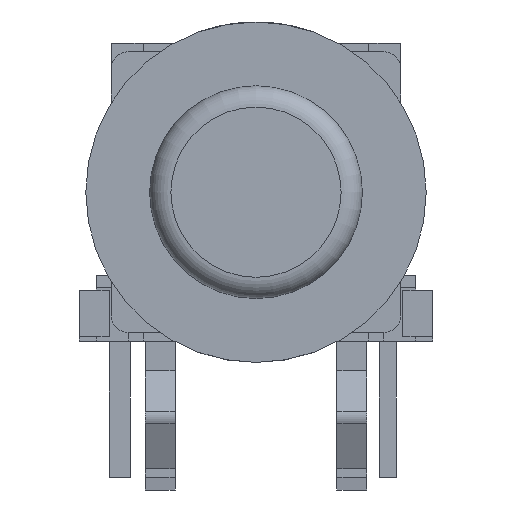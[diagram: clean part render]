
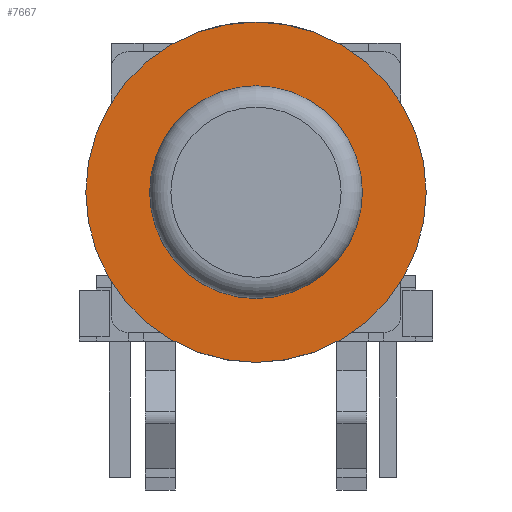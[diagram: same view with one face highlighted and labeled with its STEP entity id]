
A CAD part, front view. The second image highlights one B-rep face of the part: STEP entity #7667.
In plain terms, the highlighted planar face has unit normal (0, -1, 0).
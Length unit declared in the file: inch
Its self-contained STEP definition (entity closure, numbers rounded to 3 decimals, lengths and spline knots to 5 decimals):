
#7603=CARTESIAN_POINT('',(0.,-0.27362,0.09843));
#7604=VERTEX_POINT('',#7603);
#7605=CARTESIAN_POINT('',(0.,-0.27362,0.));
#7606=DIRECTION('',(0.0,1.0,0.0));
#7607=DIRECTION('',(0.0,0.0,-1.0));
#7608=AXIS2_PLACEMENT_3D('',#7605,#7606,#7607);
#7609=CIRCLE('',#7608,0.09843);
#7610=EDGE_CURVE('',#7604,#7604,#7609,.T.);
#7629=CARTESIAN_POINT('',(0.,-0.27362,0.15748));
#7630=VERTEX_POINT('',#7629);
#7631=CARTESIAN_POINT('',(0.,-0.27362,0.));
#7632=DIRECTION('',(0.0,1.0,0.0));
#7633=DIRECTION('',(0.0,0.0,-1.0));
#7634=AXIS2_PLACEMENT_3D('',#7631,#7632,#7633);
#7635=CIRCLE('',#7634,0.15748);
#7636=EDGE_CURVE('',#7630,#7630,#7635,.T.);
#7656=CARTESIAN_POINT('',(0.17323,-0.27362,0.17323));
#7657=DIRECTION('',(0.0,1.0,0.0));
#7658=DIRECTION('',(0.0,0.0,1.0));
#7659=AXIS2_PLACEMENT_3D('',#7656,#7657,#7658);
#7660=PLANE('',#7659);
#7661=ORIENTED_EDGE('',*,*,#7636,.F.);
#7662=EDGE_LOOP('',(#7661));
#7663=FACE_OUTER_BOUND('',#7662,.T.);
#7664=ORIENTED_EDGE('',*,*,#7610,.T.);
#7665=EDGE_LOOP('',(#7664));
#7666=FACE_BOUND('',#7665,.T.);
#7667=ADVANCED_FACE('',(#7663,#7666),#7660,.F.);
